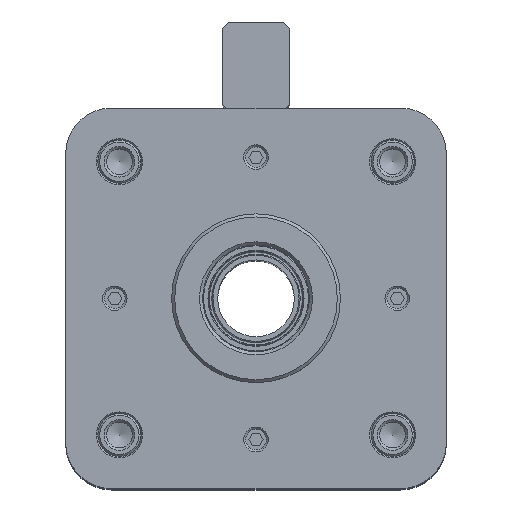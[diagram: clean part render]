
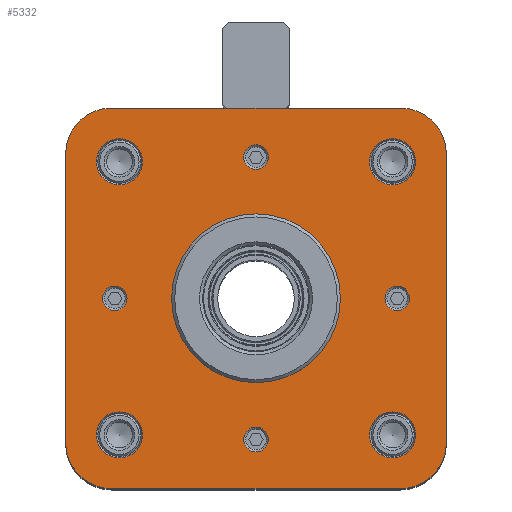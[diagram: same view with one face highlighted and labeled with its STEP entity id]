
A CAD part, top view. The second image highlights one B-rep face of the part: STEP entity #5332.
In plain terms, the highlighted planar face has unit normal (0, 0, 1).
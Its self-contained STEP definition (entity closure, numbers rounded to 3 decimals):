
#309=LINE('',#8394,#761);
#314=LINE('',#8408,#766);
#318=LINE('',#8420,#770);
#322=LINE('',#8432,#774);
#761=VECTOR('',#6744,1000.);
#766=VECTOR('',#6757,1000.);
#770=VECTOR('',#6769,1000.);
#774=VECTOR('',#6781,1000.);
#1061=PLANE('',#5810);
#1810=ORIENTED_EDGE('',*,*,#3016,.T.);
#1811=ORIENTED_EDGE('',*,*,#3017,.T.);
#1812=ORIENTED_EDGE('',*,*,#3018,.T.);
#1813=ORIENTED_EDGE('',*,*,#3019,.T.);
#1814=ORIENTED_EDGE('',*,*,#3020,.T.);
#1815=ORIENTED_EDGE('',*,*,#3021,.T.);
#1816=ORIENTED_EDGE('',*,*,#3022,.T.);
#1817=ORIENTED_EDGE('',*,*,#3023,.T.);
#1818=ORIENTED_EDGE('',*,*,#3024,.T.);
#1819=ORIENTED_EDGE('',*,*,#2994,.T.);
#1820=ORIENTED_EDGE('',*,*,#2998,.T.);
#1821=ORIENTED_EDGE('',*,*,#3001,.T.);
#1822=ORIENTED_EDGE('',*,*,#3004,.T.);
#1823=ORIENTED_EDGE('',*,*,#3007,.T.);
#1824=ORIENTED_EDGE('',*,*,#3010,.T.);
#1825=ORIENTED_EDGE('',*,*,#3013,.T.);
#1826=ORIENTED_EDGE('',*,*,#3015,.T.);
#2994=EDGE_CURVE('',#3629,#3628,#309,.T.);
#2998=EDGE_CURVE('',#3628,#3631,#4005,.T.);
#3001=EDGE_CURVE('',#3631,#3633,#314,.T.);
#3004=EDGE_CURVE('',#3633,#3635,#4007,.T.);
#3007=EDGE_CURVE('',#3635,#3637,#318,.T.);
#3010=EDGE_CURVE('',#3637,#3639,#4009,.T.);
#3013=EDGE_CURVE('',#3639,#3641,#322,.T.);
#3015=EDGE_CURVE('',#3641,#3629,#4011,.T.);
#3016=EDGE_CURVE('',#3642,#3642,#4012,.F.);
#3017=EDGE_CURVE('',#3643,#3643,#4013,.F.);
#3018=EDGE_CURVE('',#3644,#3644,#4014,.F.);
#3019=EDGE_CURVE('',#3645,#3645,#4015,.F.);
#3020=EDGE_CURVE('',#3646,#3646,#4016,.T.);
#3021=EDGE_CURVE('',#3647,#3647,#4017,.T.);
#3022=EDGE_CURVE('',#3648,#3648,#4018,.T.);
#3023=EDGE_CURVE('',#3649,#3649,#4019,.T.);
#3024=EDGE_CURVE('',#3650,#3650,#4020,.T.);
#3628=VERTEX_POINT('',#8393);
#3629=VERTEX_POINT('',#8395);
#3631=VERTEX_POINT('',#8401);
#3633=VERTEX_POINT('',#8407);
#3635=VERTEX_POINT('',#8413);
#3637=VERTEX_POINT('',#8419);
#3639=VERTEX_POINT('',#8425);
#3641=VERTEX_POINT('',#8431);
#3642=VERTEX_POINT('',#8438);
#3643=VERTEX_POINT('',#8440);
#3644=VERTEX_POINT('',#8442);
#3645=VERTEX_POINT('',#8444);
#3646=VERTEX_POINT('',#8446);
#3647=VERTEX_POINT('',#8448);
#3648=VERTEX_POINT('',#8450);
#3649=VERTEX_POINT('',#8452);
#3650=VERTEX_POINT('',#8454);
#4005=CIRCLE('',#5797,15.);
#4007=CIRCLE('',#5801,15.);
#4009=CIRCLE('',#5805,15.);
#4011=CIRCLE('',#5809,15.);
#4012=CIRCLE('',#5811,7.5);
#4013=CIRCLE('',#5812,7.5);
#4014=CIRCLE('',#5813,7.5);
#4015=CIRCLE('',#5814,7.5);
#4016=CIRCLE('',#5815,4.);
#4017=CIRCLE('',#5816,4.);
#4018=CIRCLE('',#5817,4.);
#4019=CIRCLE('',#5818,4.);
#4020=CIRCLE('',#5819,27.5);
#4246=EDGE_LOOP('',(#1810));
#4247=EDGE_LOOP('',(#1811));
#4248=EDGE_LOOP('',(#1812));
#4249=EDGE_LOOP('',(#1813));
#4250=EDGE_LOOP('',(#1814));
#4251=EDGE_LOOP('',(#1815));
#4252=EDGE_LOOP('',(#1816));
#4253=EDGE_LOOP('',(#1817));
#4254=EDGE_LOOP('',(#1818));
#4255=EDGE_LOOP('',(#1819,#1820,#1821,#1822,#1823,#1824,#1825,#1826));
#4760=FACE_BOUND('',#4246,.T.);
#4761=FACE_BOUND('',#4247,.T.);
#4762=FACE_BOUND('',#4248,.T.);
#4763=FACE_BOUND('',#4249,.T.);
#4764=FACE_BOUND('',#4250,.T.);
#4765=FACE_BOUND('',#4251,.T.);
#4766=FACE_BOUND('',#4252,.T.);
#4767=FACE_BOUND('',#4253,.T.);
#4768=FACE_BOUND('',#4254,.T.);
#4769=FACE_BOUND('',#4255,.T.);
#5332=ADVANCED_FACE('',(#4760,#4761,#4762,#4763,#4764,#4765,#4766,#4767,
#4768,#4769),#1061,.T.);
#5797=AXIS2_PLACEMENT_3D('',#8402,#6751,#6752);
#5801=AXIS2_PLACEMENT_3D('',#8414,#6763,#6764);
#5805=AXIS2_PLACEMENT_3D('',#8426,#6775,#6776);
#5809=AXIS2_PLACEMENT_3D('',#8435,#6786,#6787);
#5810=AXIS2_PLACEMENT_3D('',#8436,#6788,#6789);
#5811=AXIS2_PLACEMENT_3D('',#8437,#6790,#6791);
#5812=AXIS2_PLACEMENT_3D('',#8439,#6792,#6793);
#5813=AXIS2_PLACEMENT_3D('',#8441,#6794,#6795);
#5814=AXIS2_PLACEMENT_3D('',#8443,#6796,#6797);
#5815=AXIS2_PLACEMENT_3D('',#8445,#6798,#6799);
#5816=AXIS2_PLACEMENT_3D('',#8447,#6800,#6801);
#5817=AXIS2_PLACEMENT_3D('',#8449,#6802,#6803);
#5818=AXIS2_PLACEMENT_3D('',#8451,#6804,#6805);
#5819=AXIS2_PLACEMENT_3D('',#8453,#6806,#6807);
#6744=DIRECTION('',(0.,-1.,0.));
#6751=DIRECTION('',(0.,0.,1.));
#6752=DIRECTION('',(1.,0.,0.));
#6757=DIRECTION('',(1.,0.,0.));
#6763=DIRECTION('',(0.,0.,1.));
#6764=DIRECTION('',(1.,0.,0.));
#6769=DIRECTION('',(0.,1.,0.));
#6775=DIRECTION('',(0.,0.,1.));
#6776=DIRECTION('',(1.,0.,0.));
#6781=DIRECTION('',(-1.,0.,0.));
#6786=DIRECTION('',(0.,0.,1.));
#6787=DIRECTION('',(1.,0.,0.));
#6788=DIRECTION('',(0.,0.,1.));
#6789=DIRECTION('',(1.,0.,0.));
#6790=DIRECTION('',(0.,0.,1.));
#6791=DIRECTION('',(1.,0.,0.));
#6792=DIRECTION('',(0.,0.,1.));
#6793=DIRECTION('',(1.,0.,0.));
#6794=DIRECTION('',(0.,0.,1.));
#6795=DIRECTION('',(1.,0.,0.));
#6796=DIRECTION('',(0.,0.,1.));
#6797=DIRECTION('',(1.,0.,0.));
#6798=DIRECTION('',(0.,0.,-1.));
#6799=DIRECTION('',(-1.,0.,0.));
#6800=DIRECTION('',(0.,0.,-1.));
#6801=DIRECTION('',(-1.,0.,0.));
#6802=DIRECTION('',(0.,0.,-1.));
#6803=DIRECTION('',(-1.,0.,0.));
#6804=DIRECTION('',(0.,0.,-1.));
#6805=DIRECTION('',(-1.,0.,0.));
#6806=DIRECTION('',(0.,0.,-1.));
#6807=DIRECTION('',(-1.,0.,0.));
#8393=CARTESIAN_POINT('',(-62.,-47.,255.));
#8394=CARTESIAN_POINT('',(-62.,47.,255.));
#8395=CARTESIAN_POINT('',(-62.,47.,255.));
#8401=CARTESIAN_POINT('',(-47.,-62.,255.));
#8402=CARTESIAN_POINT('',(-47.,-47.,255.));
#8407=CARTESIAN_POINT('',(47.,-62.,255.));
#8408=CARTESIAN_POINT('',(-47.,-62.,255.));
#8413=CARTESIAN_POINT('',(62.,-47.,255.));
#8414=CARTESIAN_POINT('',(47.,-47.,255.));
#8419=CARTESIAN_POINT('',(62.,47.,255.));
#8420=CARTESIAN_POINT('',(62.,-47.,255.));
#8425=CARTESIAN_POINT('',(47.,62.,255.));
#8426=CARTESIAN_POINT('',(47.,47.,255.));
#8431=CARTESIAN_POINT('',(-47.,62.,255.));
#8432=CARTESIAN_POINT('',(47.,62.,255.));
#8435=CARTESIAN_POINT('',(-47.,47.,255.));
#8436=CARTESIAN_POINT('',(-47.,-47.,255.));
#8437=CARTESIAN_POINT('',(-44.5,-44.5,255.));
#8438=CARTESIAN_POINT('',(-37.,-44.5,255.));
#8439=CARTESIAN_POINT('',(-44.5,44.5,255.));
#8440=CARTESIAN_POINT('',(-37.,44.5,255.));
#8441=CARTESIAN_POINT('',(44.5,-44.5,255.));
#8442=CARTESIAN_POINT('',(52.,-44.5,255.));
#8443=CARTESIAN_POINT('',(44.5,44.5,255.));
#8444=CARTESIAN_POINT('',(52.,44.5,255.));
#8445=CARTESIAN_POINT('',(46.,0.,255.));
#8446=CARTESIAN_POINT('',(42.,0.,255.));
#8447=CARTESIAN_POINT('',(-46.,0.,255.));
#8448=CARTESIAN_POINT('',(-50.,0.,255.));
#8449=CARTESIAN_POINT('',(0.,-46.,255.));
#8450=CARTESIAN_POINT('',(-4.,-46.,255.));
#8451=CARTESIAN_POINT('',(0.,46.,255.));
#8452=CARTESIAN_POINT('',(-4.,46.,255.));
#8453=CARTESIAN_POINT('',(0.,0.,255.));
#8454=CARTESIAN_POINT('',(-27.5,0.,255.));
